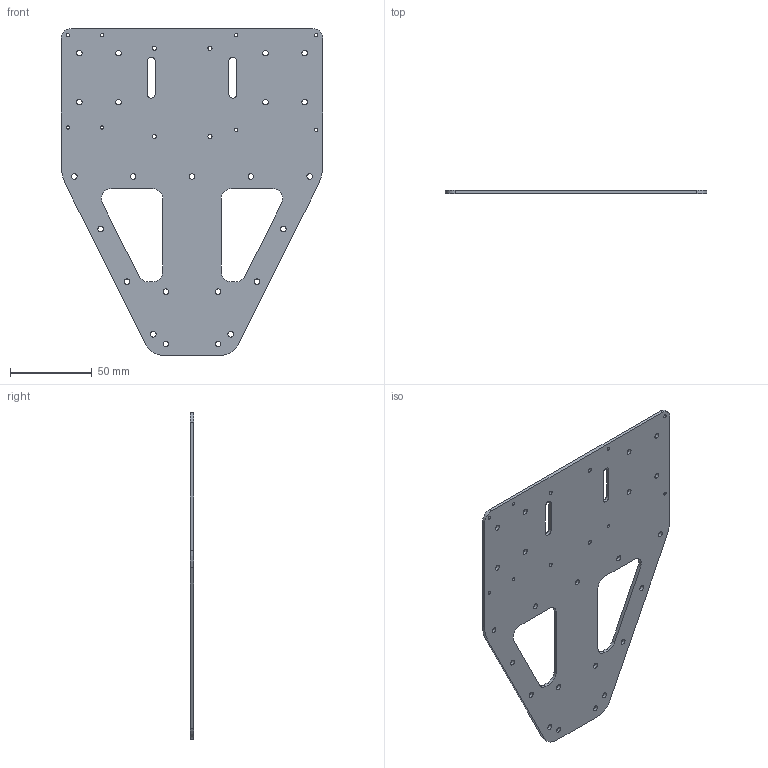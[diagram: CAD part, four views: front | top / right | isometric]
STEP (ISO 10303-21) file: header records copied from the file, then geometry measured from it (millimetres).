
FILE_DESCRIPTION(/* description */ (''),/* implementation_level */ '2;1');
FILE_NAME(/* name */ 'SeBot alusta V6.stp',/* time_stamp */ '2025-05-30T17:27:41+03:00',/* author */ ('k5001106'),/* organization */ (''),/* preprocessor_version */ 'ST-DEVELOPER v19.2',/* originating_system */ 'Autodesk Inventor 2024',/* authorisation */ '');
FILE_SCHEMA (('AUTOMOTIVE_DESIGN { 1 0 10303 214 3 1 1 }'));
Length unit declared in the file: millimetre
Products named in the file (1): SeBot alusta MV
Bounding box: 160 x 2 x 200 mm (x, y, z)
Volume: 44842.1 mm3; surface area: 47621.1 mm2
Topology: 1 solids, 1 shells, 73 faces, 298 edges, 274 vertices
Faces by surface type: cylinder 53, plane 20
Full cylindrical faces by diameter (mm): 2.013 x8, 2.5 x4, 3.4 x23
Entity records: 3226 total; most frequent: DIRECTION 593, CARTESIAN_POINT 579, ORIENTED_EDGE 426, AXIS2_PLACEMENT_3D 243, EDGE_CURVE 213, CIRCLE 169, EDGE_LOOP 151, VERTEX_POINT 142
